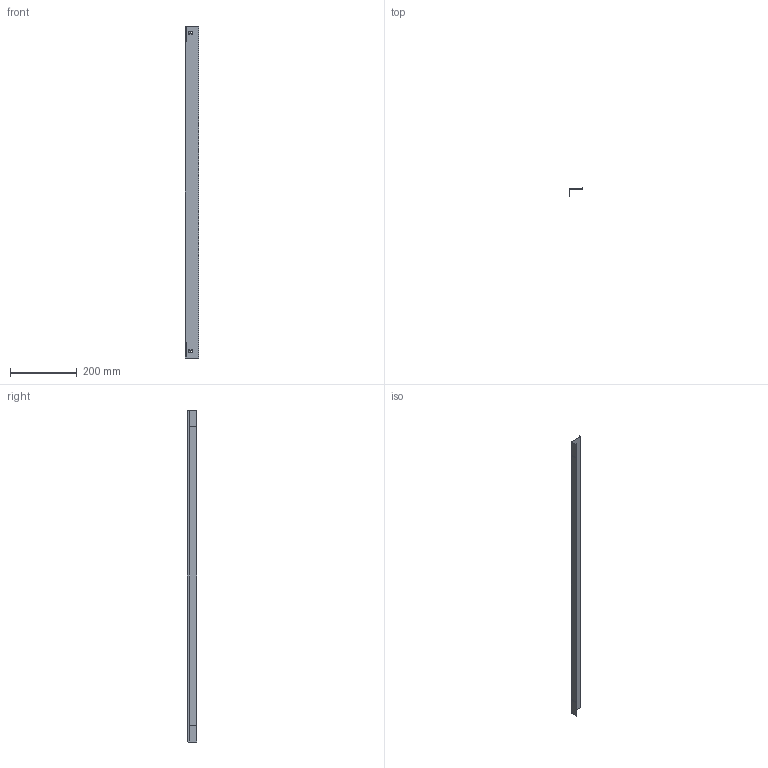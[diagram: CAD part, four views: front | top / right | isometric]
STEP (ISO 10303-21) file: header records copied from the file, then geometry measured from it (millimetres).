
FILE_DESCRIPTION((''),'2;1');
FILE_NAME('20015273P01','2023-05-23T15:11:36',('sivasanker.y'),(''),'CREO PARAMETRIC BY PTC INC, 2021284','CREO PARAMETRIC BY PTC INC, 2021284','');
FILE_SCHEMA(('CONFIG_CONTROL_DESIGN'));
Length unit declared in the file: millimetre
Products named in the file (1): 20015273P01
Bounding box: 40 x 27.2 x 995 mm (x, y, z)
Volume: 52591.1 mm3; surface area: 133459.3 mm2
Topology: 1 solids, 1 shells, 86 faces, 252 edges, 168 vertices
Faces by surface type: plane 54, cylinder 32
Entity records: 2938 total; most frequent: CARTESIAN_POINT 506, ORIENTED_EDGE 504, DIRECTION 488, EDGE_CURVE 252, VECTOR 188, LINE 188, VERTEX_POINT 168, AXIS2_PLACEMENT_3D 150
